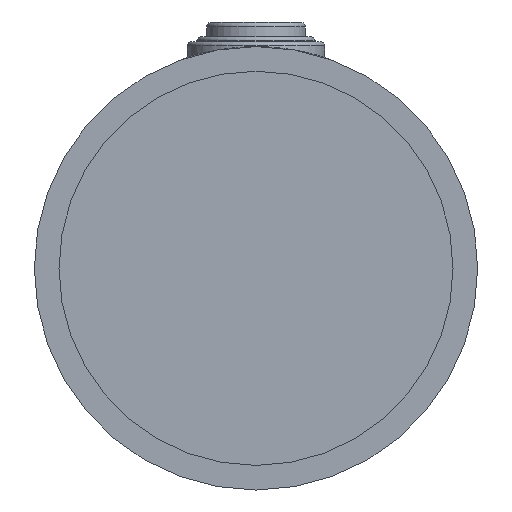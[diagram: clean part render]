
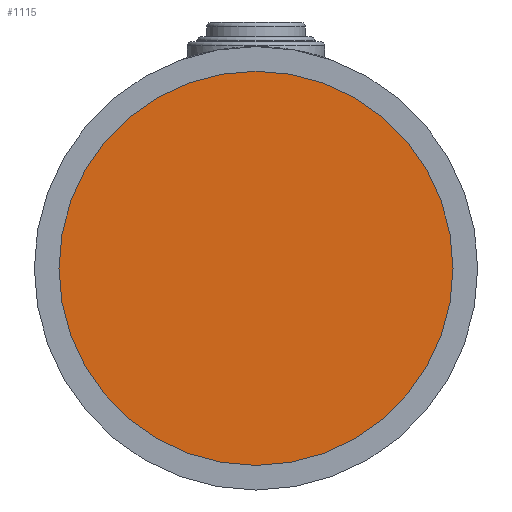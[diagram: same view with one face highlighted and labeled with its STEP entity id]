
A CAD part, left-side view. The second image highlights one B-rep face of the part: STEP entity #1115.
In plain terms, the highlighted planar face has unit normal (-1, 0, 0).
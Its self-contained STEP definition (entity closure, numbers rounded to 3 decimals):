
#162=CIRCLE('',#1368,20.);
#240=FACE_OUTER_BOUND('',#324,.T.);
#324=EDGE_LOOP('',(#955));
#561=VERTEX_POINT('',#2073);
#696=EDGE_CURVE('',#561,#561,#162,.T.);
#955=ORIENTED_EDGE('',*,*,#696,.T.);
#1056=PLANE('',#1369);
#1115=ADVANCED_FACE('',(#240),#1056,.T.);
#1368=AXIS2_PLACEMENT_3D('',#2074,#1692,#1693);
#1369=AXIS2_PLACEMENT_3D('',#2076,#1695,#1696);
#1692=DIRECTION('center_axis',(-1.,0.,0.));
#1693=DIRECTION('ref_axis',(0.,0.,1.));
#1695=DIRECTION('center_axis',(-1.,0.,0.));
#1696=DIRECTION('ref_axis',(0.,0.,1.));
#2073=CARTESIAN_POINT('',(0.,-20.,0.));
#2074=CARTESIAN_POINT('Origin',(0.,0.,
0.));
#2076=CARTESIAN_POINT('Origin',(0.,0.,0.));
